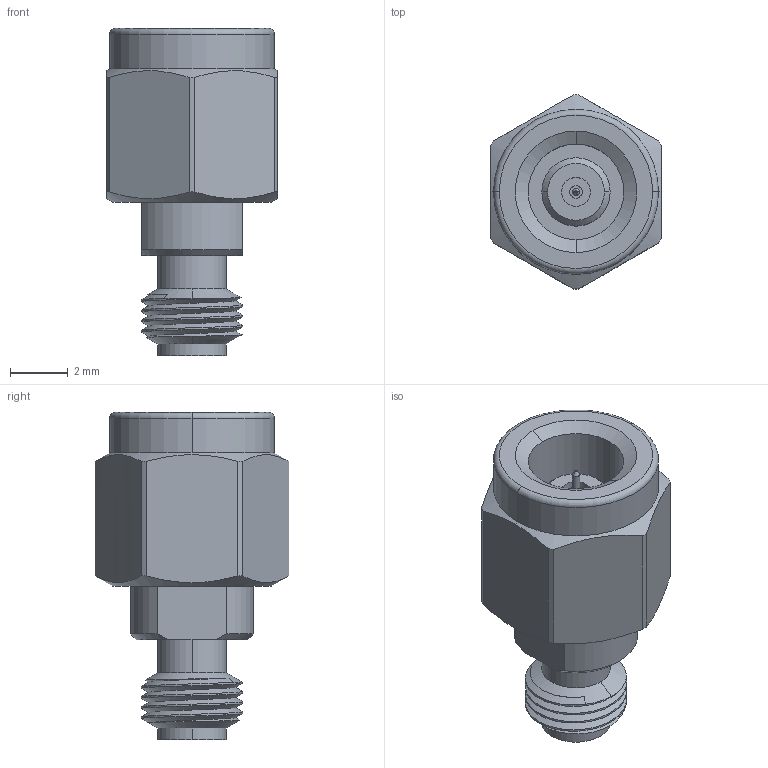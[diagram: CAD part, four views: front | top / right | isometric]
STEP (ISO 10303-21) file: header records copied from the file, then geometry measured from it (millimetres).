
FILE_DESCRIPTION (( 'STEP AP214' ), '1' );
FILE_NAME ('CT-1M08F-LN1.STEP', '2024-11-19T00:27:03', ( '' ), ( '' ), 'SwSTEP 2.0', 'SolidWorks 2021', '' );
FILE_SCHEMA (( 'AUTOMOTIVE_DESIGN' ));
Length unit declared in the file: millimetre
Products named in the file (1): CT-1M08F-LN1
Bounding box: 5.9 x 6.7 x 11.3 mm (x, y, z)
Volume: 192.4 mm3; surface area: 304.7 mm2
Topology: 1 solids, 1 shells, 93 faces, 232 edges, 151 vertices
Faces by surface type: cylinder 40, plane 28, cone 21, torus 2, bspline 2
Entity records: 3654 total; most frequent: CARTESIAN_POINT 1419, DIRECTION 470, ORIENTED_EDGE 464, EDGE_CURVE 232, AXIS2_PLACEMENT_3D 193, VERTEX_POINT 151, EDGE_LOOP 103, CIRCLE 101
